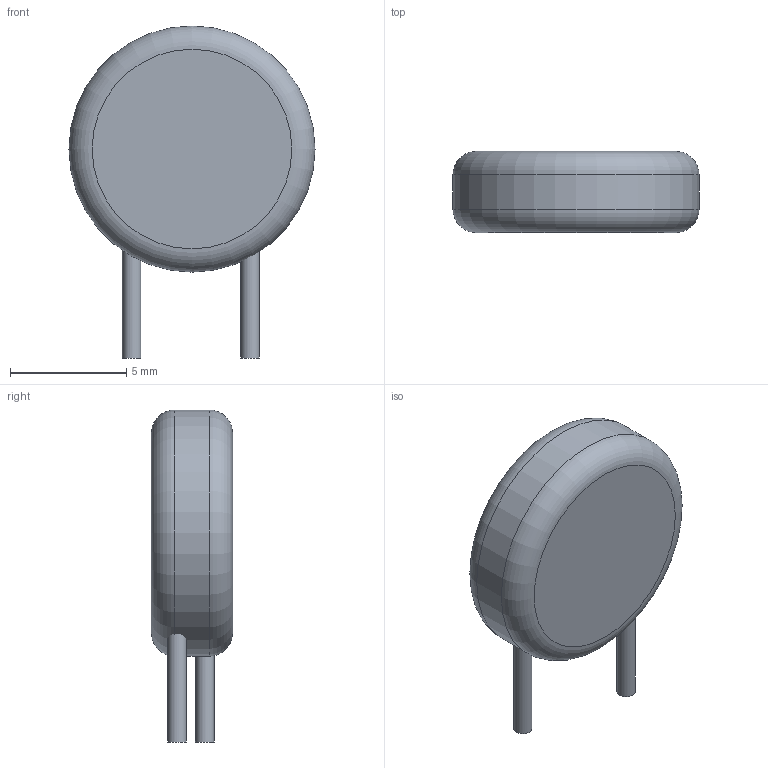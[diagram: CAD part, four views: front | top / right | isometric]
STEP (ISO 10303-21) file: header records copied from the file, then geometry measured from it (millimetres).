
FILE_DESCRIPTION(('FreeCAD Model'),'2;1');
FILE_NAME('FusePTC.step', '2019-01-06T14:51:02',('kicad StepUp'),('ksu MCAD'), 'Open CASCADE STEP processor 7.3','FreeCAD','Unknown');
FILE_SCHEMA(('AUTOMOTIVE_DESIGN { 1 0 10303 214 1 1 1 1 }'));
Length unit declared in the file: millimetre
Products named in the file (1): FusePTC
Bounding box: 10.6 x 3.5 x 14.3 mm (x, y, z)
Volume: 305.2 mm3; surface area: 315.8 mm2
Topology: 3 solids, 3 shells, 11 faces, 13 edges, 8 vertices
Faces by surface type: plane 6, cylinder 3, torus 2
Full cylindrical faces by diameter (mm): 0.8 x2, 10.6 x1
Entity records: 307 total; most frequent: DIRECTION 47, CARTESIAN_POINT 33, ORIENTED_EDGE 26, AXIS2_PLACEMENT_3D 22, EDGE_CURVE 13, ADVANCED_FACE 11, FACE_BOUND 11, EDGE_LOOP 11
